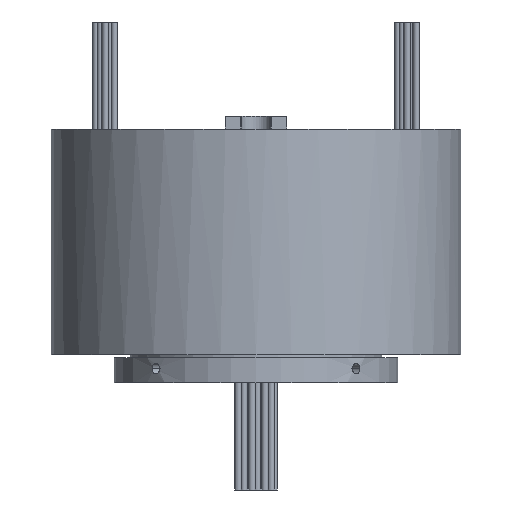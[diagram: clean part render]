
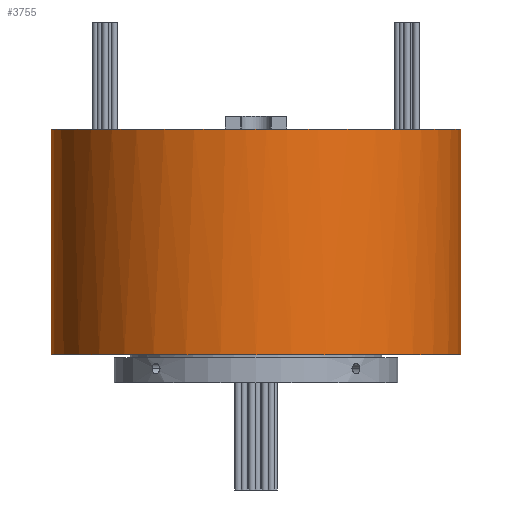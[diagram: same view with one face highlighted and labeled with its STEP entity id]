
A CAD part, front view. The second image highlights one B-rep face of the part: STEP entity #3755.
In plain terms, the highlighted cylindrical face has radius 65 mm (diameter 130 mm), a partial arc.
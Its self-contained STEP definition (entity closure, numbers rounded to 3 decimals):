
#6 = DIRECTION ( 'NONE',  ( 0., 0., 1. ) ) ;
#34 = DIRECTION ( 'NONE',  ( 1., 0., 0. ) ) ;
#72 = DIRECTION ( 'NONE',  ( 0., 0., -1. ) ) ;
#204 = CARTESIAN_POINT ( 'NONE',  ( 9.75, -64.265, 80.6 ) ) ;
#245 = ORIENTED_EDGE ( 'NONE', *, *, #3809, .F. ) ;
#256 = CARTESIAN_POINT ( 'NONE',  ( -65., 0., 80.6 ) ) ;
#603 = CARTESIAN_POINT ( 'NONE',  ( 0., 0., 80.6 ) ) ;
#799 = VERTEX_POINT ( 'NONE', #5609 ) ;
#893 = VECTOR ( 'NONE', #72, 1000. ) ;
#1045 = CIRCLE ( 'NONE', #4510, 65. ) ;
#1119 = DIRECTION ( 'NONE',  ( 1., 0., 0. ) ) ;
#1265 = AXIS2_PLACEMENT_3D ( 'NONE', #5910, #2824, #6429 ) ;
#1449 = DIRECTION ( 'NONE',  ( -1., 0., 0. ) ) ;
#1500 = ORIENTED_EDGE ( 'NONE', *, *, #6467, .F. ) ;
#2076 = LINE ( 'NONE', #3146, #893 ) ;
#2142 = ORIENTED_EDGE ( 'NONE', *, *, #5234, .F. ) ;
#2165 = CARTESIAN_POINT ( 'NONE',  ( 65., 0., 9. ) ) ;
#2252 = VERTEX_POINT ( 'NONE', #5350 ) ;
#2273 = EDGE_CURVE ( 'NONE', #4832, #6594, #5633, .T. ) ;
#2305 = CIRCLE ( 'NONE', #3062, 65. ) ;
#2435 = VERTEX_POINT ( 'NONE', #2165 ) ;
#2824 = DIRECTION ( 'NONE',  ( 0., 0., 1. ) ) ;
#3013 = CARTESIAN_POINT ( 'NONE',  ( -65., 0., 80.6 ) ) ;
#3062 = AXIS2_PLACEMENT_3D ( 'NONE', #603, #4204, #1119 ) ;
#3065 = CARTESIAN_POINT ( 'NONE',  ( 0., 0., 80.6 ) ) ;
#3092 = DIRECTION ( 'NONE',  ( 0., 0., 1. ) ) ;
#3146 = CARTESIAN_POINT ( 'NONE',  ( 65., 0., 80.6 ) ) ;
#3589 = DIRECTION ( 'NONE',  ( 1., 0., 0. ) ) ;
#3725 = AXIS2_PLACEMENT_3D ( 'NONE', #5039, #6612, #1449 ) ;
#3755 = ADVANCED_FACE ( 'NONE', ( #4567 ), #4430, .T. ) ;
#3809 = EDGE_CURVE ( 'NONE', #6594, #799, #5453, .T. ) ;
#4204 = DIRECTION ( 'NONE',  ( 0., 0., 1. ) ) ;
#4325 = LINE ( 'NONE', #3013, #5511 ) ;
#4429 = ORIENTED_EDGE ( 'NONE', *, *, #6422, .T. ) ;
#4430 = CYLINDRICAL_SURFACE ( 'NONE', #3725, 65. ) ;
#4510 = AXIS2_PLACEMENT_3D ( 'NONE', #6188, #3092, #34 ) ;
#4567 = FACE_OUTER_BOUND ( 'NONE', #5064, .T. ) ;
#4573 = CARTESIAN_POINT ( 'NONE',  ( -9.75, -64.265, 80.6 ) ) ;
#4797 = ORIENTED_EDGE ( 'NONE', *, *, #5110, .T. ) ;
#4832 = VERTEX_POINT ( 'NONE', #4573 ) ;
#5039 = CARTESIAN_POINT ( 'NONE',  ( 0., 0., 80.6 ) ) ;
#5064 = EDGE_LOOP ( 'NONE', ( #1500, #245, #6129, #2142, #4797, #4429 ) ) ;
#5077 = DIRECTION ( 'NONE',  ( 0., 0., -1. ) ) ;
#5083 = AXIS2_PLACEMENT_3D ( 'NONE', #3065, #6, #3589 ) ;
#5110 = EDGE_CURVE ( 'NONE', #6635, #2252, #4325, .T. ) ;
#5234 = EDGE_CURVE ( 'NONE', #6635, #4832, #2305, .T. ) ;
#5350 = CARTESIAN_POINT ( 'NONE',  ( -65., 0., 9. ) ) ;
#5453 = CIRCLE ( 'NONE', #5083, 65. ) ;
#5511 = VECTOR ( 'NONE', #5077, 1000. ) ;
#5609 = CARTESIAN_POINT ( 'NONE',  ( 65., 0., 80.6 ) ) ;
#5633 = CIRCLE ( 'NONE', #1265, 65. ) ;
#5910 = CARTESIAN_POINT ( 'NONE',  ( 0., 0., 80.6 ) ) ;
#6129 = ORIENTED_EDGE ( 'NONE', *, *, #2273, .F. ) ;
#6188 = CARTESIAN_POINT ( 'NONE',  ( 0., 0., 9. ) ) ;
#6422 = EDGE_CURVE ( 'NONE', #2252, #2435, #1045, .T. ) ;
#6429 = DIRECTION ( 'NONE',  ( 1., 0., 0. ) ) ;
#6467 = EDGE_CURVE ( 'NONE', #799, #2435, #2076, .T. ) ;
#6594 = VERTEX_POINT ( 'NONE', #204 ) ;
#6612 = DIRECTION ( 'NONE',  ( 0., 0., -1. ) ) ;
#6635 = VERTEX_POINT ( 'NONE', #256 ) ;
